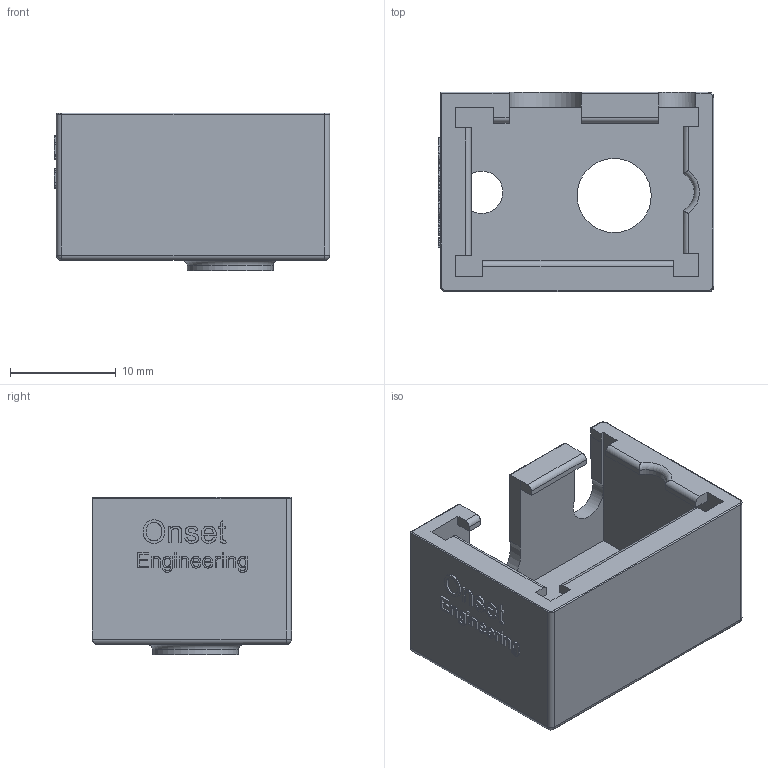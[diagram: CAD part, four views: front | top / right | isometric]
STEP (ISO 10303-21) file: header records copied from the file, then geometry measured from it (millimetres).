
FILE_DESCRIPTION(/* description */ (''),/* implementation_level */ '2;1');
FILE_NAME(/* name */ 'sock.step',/* time_stamp */ '2021-08-09T07:26:08+02:00',/* author */ (''),/* organization */ (''),/* preprocessor_version */ 'ST-DEVELOPER v18.1',/* originating_system */ 'Autodesk Translation Framework v10.9.0.1377',/* authorisation */ '');
FILE_SCHEMA (('AUTOMOTIVE_DESIGN { 1 0 10303 214 3 1 1 }'));
Length unit declared in the file: millimetre
Products named in the file (1): Untitled
Bounding box: 26 x 18.8 x 14.9 mm (x, y, z)
Volume: 2000.1 mm3; surface area: 3151.6 mm2
Topology: 1 solids, 1 shells, 404 faces, 1105 edges, 728 vertices
Faces by surface type: bspline 207, plane 164, cylinder 25, torus 5, sphere 3
Full cylindrical faces by diameter (mm): 4 x1, 7 x1, 8.101 x1
Entity records: 14667 total; most frequent: CARTESIAN_POINT 5783, ORIENTED_EDGE 2210, DIRECTION 1138, EDGE_CURVE 1105, VERTEX_POINT 728, LINE 636, VECTOR 636, EDGE_LOOP 433
